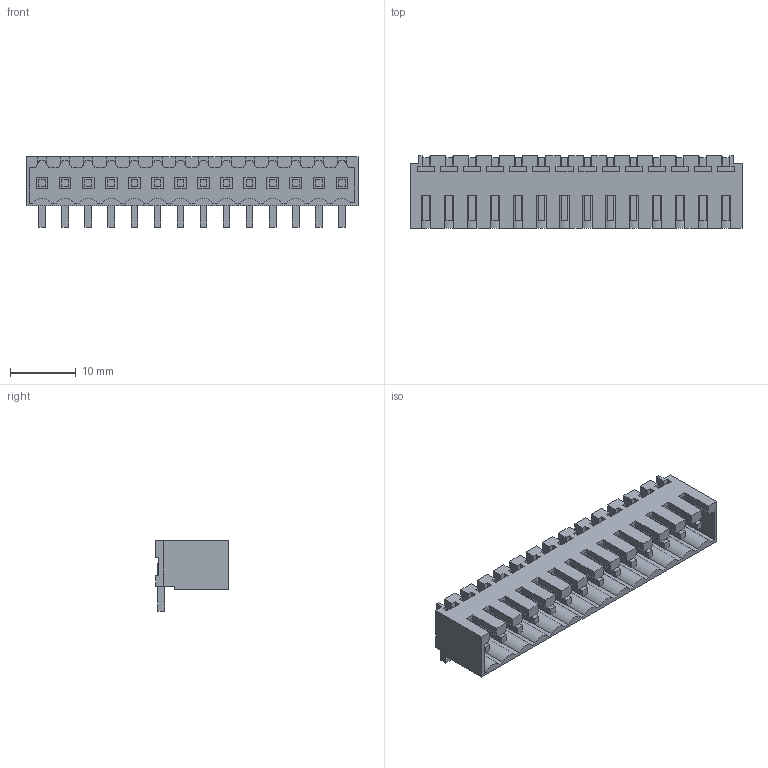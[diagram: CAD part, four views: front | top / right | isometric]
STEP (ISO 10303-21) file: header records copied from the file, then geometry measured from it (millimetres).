
FILE_DESCRIPTION(('CATIA V5 STEP Exchange','CAx-IF Rec.Pracs.--- Model Styling and Organization---1.2---2011-12-15'),'2;1');
FILE_NAME ('D1457191_0_1841750000_1841750000.stp','2018-03-10T11:06:48+00:00',('none'),('Weidmueller'),'CATIA Version 5-6 Release 2014','CATIA V5 STEP AP214','none');
FILE_SCHEMA(('AUTOMOTIVE_DESIGN { 1 0 10303 214 1 1 1 1 }'));
Length unit declared in the file: millimetre
Products named in the file (1): 1841750000
Bounding box: 50.4 x 11.05 x 10.65 mm (x, y, z)
Volume: 1694.1 mm3; surface area: 4697.5 mm2
Topology: 15 solids, 15 shells, 782 faces, 2303 edges, 1565 vertices
Faces by surface type: plane 768, cylinder 14
Entity records: 23460 total; most frequent: ORIENTED_EDGE 4606, CARTESIAN_POINT 4209, DIRECTION 2983, EDGE_CURVE 2303, VECTOR 2275, LINE 2275, VERTEX_POINT 1565, EDGE_LOOP 824
